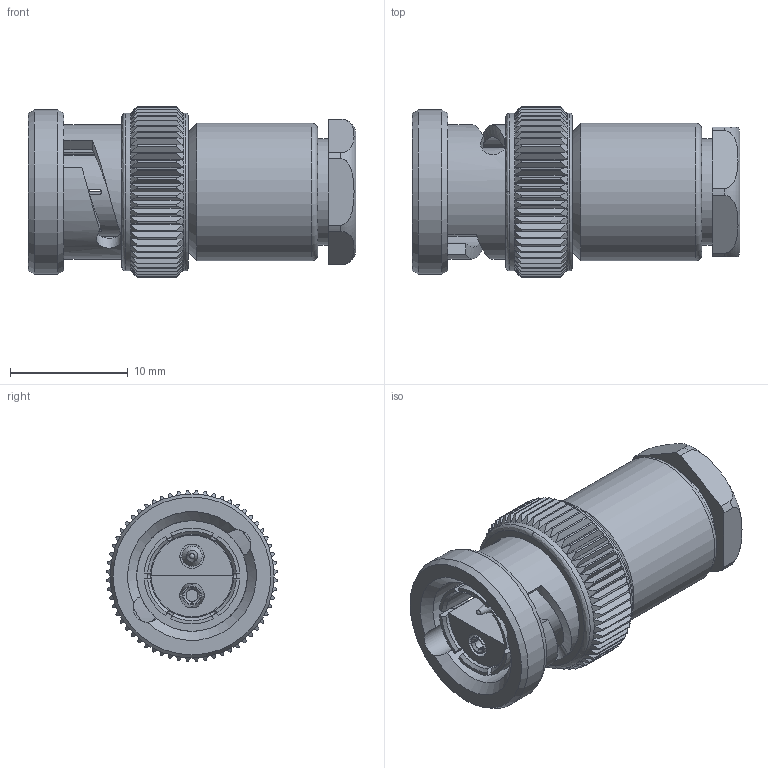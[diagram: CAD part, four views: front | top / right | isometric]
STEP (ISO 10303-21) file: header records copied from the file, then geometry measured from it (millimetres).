
FILE_DESCRIPTION (( 'STEP AP203' ), '1' );
FILE_NAME ('PE4236_3D.step', '2021-06-25T17:33:29', ( '' ), ( '' ), 'SwSTEP 2.0', 'SolidWorks 2020', '' );
FILE_SCHEMA (( 'CONFIG_CONTROL_DESIGN' ));
Length unit declared in the file: inch
Products named in the file (1): PE4236_3D
Bounding box: 27.8 x 14.46 x 14.46 mm (x, y, z)
Volume: 2660.4 mm3; surface area: 2829.3 mm2
Topology: 3 solids, 3 shells, 472 faces, 1089 edges, 638 vertices
Faces by surface type: plane 194, cone 149, cylinder 115, bspline 10, torus 3, sphere 1
Full cylindrical faces by diameter (mm): 0.61 x1, 0.711 x1, 0.965 x1, 1.016 x3, 1.627 x1, 1.702 x1, 1.717 x1, 2.054 x1, 2.057 x1, 2.108 x3, 2.489 x1, 4.831 x1, 6.904 x1, 7.057 x1, 7.501 x1, 9.004 x1, 9.395 x1, 9.991 x1, 10.499 x1, 11.395 x1, 11.515 x1, 11.682 x1, 13.38 x2, 13.922 x1
Entity records: 15061 total; most frequent: CARTESIAN_POINT 5095, ORIENTED_EDGE 2062, DIRECTION 1986, EDGE_CURVE 1031, AXIS2_PLACEMENT_3D 838, VERTEX_POINT 621, EDGE_LOOP 536, FACE_OUTER_BOUND 504
